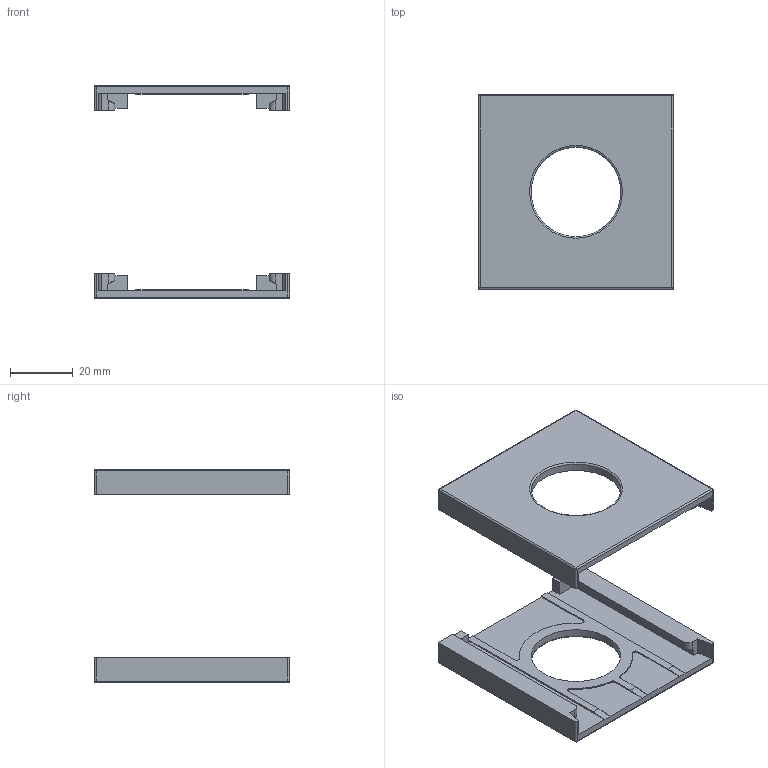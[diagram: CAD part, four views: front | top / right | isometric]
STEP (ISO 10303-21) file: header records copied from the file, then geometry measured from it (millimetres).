
FILE_DESCRIPTION(/* description */ ('STEP AP214'),/* implementation_level */ '2;1');
FILE_NAME(/* name */ '538780_MS6-END',/* time_stamp */ '2024-09-10T15:49:46+02:00',/* author */ ('License CC BY-ND 4.0'),/* organization */ ('CADENAS'),/* preprocessor_version */ 'ST-DEVELOPER v19.3',/* originating_system */ 'PARTsolutions',/* authorisation */ ' ');
FILE_SCHEMA (('AUTOMOTIVE_DESIGN {1 0 10303 214 3 1 1}'));
Length unit declared in the file: millimetre
Products named in the file (2): 538780 MS6-END; 538780 MS6-END---(g)
Assembly tree (2 placements, depth 2):
  538780 MS6-END
    538780 MS6-END---(g)  x2
Bounding box: 62 x 62 x 67.8 mm (x, y, z)
Volume: 23624.1 mm3; surface area: 18666.8 mm2
Topology: 2 solids, 2 shells, 122 faces, 340 edges, 222 vertices
Faces by surface type: plane 80, cylinder 40, torus 2
Full cylindrical faces by diameter (mm): 28.5 x2
Entity records: 2000 total; most frequent: CARTESIAN_POINT 343, DIRECTION 337, ORIENTED_EDGE 336, EDGE_CURVE 168, LINE 127, VECTOR 127, VERTEX_POINT 111, AXIS2_PLACEMENT_3D 105
